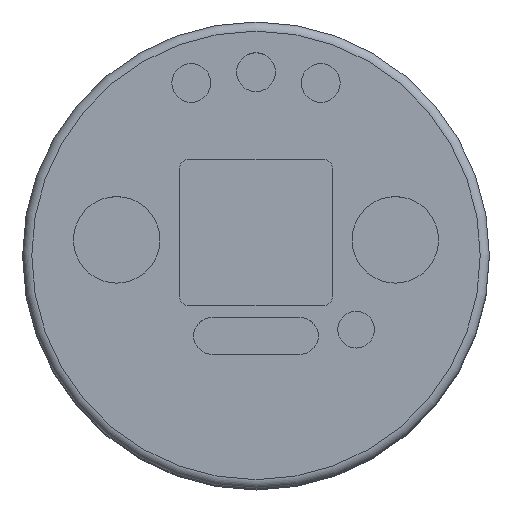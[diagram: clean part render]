
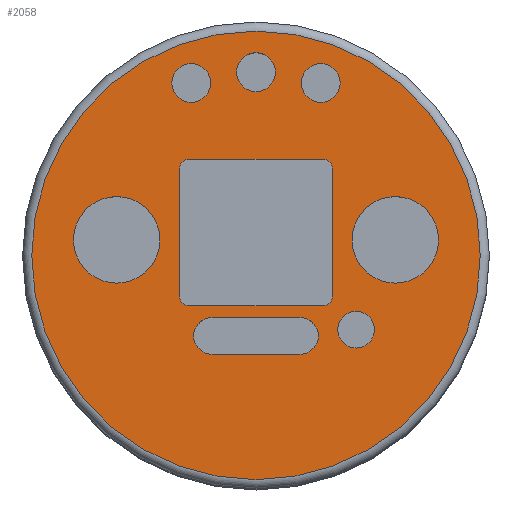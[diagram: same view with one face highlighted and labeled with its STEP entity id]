
A CAD part, top view. The second image highlights one B-rep face of the part: STEP entity #2058.
In plain terms, the highlighted planar face has unit normal (0, 0, 1).
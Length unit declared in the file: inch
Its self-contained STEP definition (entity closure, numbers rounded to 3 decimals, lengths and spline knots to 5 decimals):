
#92=FACE_BOUND('',#357,.T.);
#93=FACE_BOUND('',#358,.T.);
#94=FACE_BOUND('',#359,.T.);
#95=FACE_BOUND('',#360,.T.);
#96=FACE_BOUND('',#361,.T.);
#97=FACE_BOUND('',#362,.T.);
#98=FACE_BOUND('',#363,.T.);
#99=FACE_BOUND('',#364,.T.);
#208=FACE_OUTER_BOUND('',#356,.T.);
#356=EDGE_LOOP('',(#1794));
#357=EDGE_LOOP('',(#1795));
#358=EDGE_LOOP('',(#1796));
#359=EDGE_LOOP('',(#1797));
#360=EDGE_LOOP('',(#1798,#1799,#1800,#1801));
#361=EDGE_LOOP('',(#1802));
#362=EDGE_LOOP('',(#1803));
#363=EDGE_LOOP('',(#1804,#1805,#1806,#1807,#1808,#1809,#1810,#1811));
#364=EDGE_LOOP('',(#1812));
#441=CIRCLE('',#2242,0.1475);
#443=CIRCLE('',#2246,0.1475);
#446=CIRCLE('',#2251,0.03125);
#450=CIRCLE('',#2258,0.03125);
#451=CIRCLE('',#2260,0.03125);
#452=CIRCLE('',#2263,0.03125);
#465=CIRCLE('',#2283,0.76475);
#467=CIRCLE('',#2286,0.06603);
#468=CIRCLE('',#2287,0.0625);
#469=CIRCLE('',#2288,0.0625);
#470=CIRCLE('',#2289,0.0625);
#471=CIRCLE('',#2290,0.06603);
#472=CIRCLE('',#2291,0.06625);
#638=LINE('',#3433,#820);
#643=LINE('',#3447,#825);
#648=LINE('',#3494,#830);
#649=LINE('',#3497,#831);
#650=LINE('',#3502,#832);
#651=LINE('',#3503,#833);
#820=VECTOR('',#2808,0.3937);
#825=VECTOR('',#2823,0.3937);
#830=VECTOR('',#2880,0.3937);
#831=VECTOR('',#2883,0.3937);
#832=VECTOR('',#2888,0.3937);
#833=VECTOR('',#2889,0.3937);
#983=VERTEX_POINT('',#3395);
#985=VERTEX_POINT('',#3402);
#989=VERTEX_POINT('',#3412);
#990=VERTEX_POINT('',#3414);
#997=VERTEX_POINT('',#3432);
#998=VERTEX_POINT('',#3436);
#999=VERTEX_POINT('',#3440);
#1000=VERTEX_POINT('',#3442);
#1001=VERTEX_POINT('',#3446);
#1002=VERTEX_POINT('',#3450);
#1013=VERTEX_POINT('',#3484);
#1014=VERTEX_POINT('',#3488);
#1015=VERTEX_POINT('',#3490);
#1016=VERTEX_POINT('',#3491);
#1017=VERTEX_POINT('',#3493);
#1018=VERTEX_POINT('',#3495);
#1019=VERTEX_POINT('',#3498);
#1020=VERTEX_POINT('',#3500);
#1021=VERTEX_POINT('',#3504);
#1238=EDGE_CURVE('',#983,#983,#441,.T.);
#1241=EDGE_CURVE('',#985,#985,#443,.T.);
#1246=EDGE_CURVE('',#989,#990,#446,.T.);
#1255=EDGE_CURVE('',#997,#990,#638,.T.);
#1257=EDGE_CURVE('',#997,#998,#450,.T.);
#1260=EDGE_CURVE('',#999,#1000,#451,.T.);
#1262=EDGE_CURVE('',#1001,#1000,#643,.T.);
#1264=EDGE_CURVE('',#1001,#1002,#452,.T.);
#1280=EDGE_CURVE('',#1013,#1013,#465,.T.);
#1282=EDGE_CURVE('',#1014,#1014,#467,.T.);
#1283=EDGE_CURVE('',#1015,#1016,#468,.T.);
#1284=EDGE_CURVE('',#1016,#1017,#648,.T.);
#1285=EDGE_CURVE('',#1017,#1018,#469,.T.);
#1286=EDGE_CURVE('',#1018,#1015,#649,.T.);
#1287=EDGE_CURVE('',#1019,#1019,#470,.T.);
#1288=EDGE_CURVE('',#1020,#1020,#471,.T.);
#1289=EDGE_CURVE('',#999,#998,#650,.T.);
#1290=EDGE_CURVE('',#989,#1002,#651,.T.);
#1291=EDGE_CURVE('',#1021,#1021,#472,.T.);
#1794=ORIENTED_EDGE('',*,*,#1280,.F.);
#1795=ORIENTED_EDGE('',*,*,#1238,.T.);
#1796=ORIENTED_EDGE('',*,*,#1241,.T.);
#1797=ORIENTED_EDGE('',*,*,#1282,.T.);
#1798=ORIENTED_EDGE('',*,*,#1283,.T.);
#1799=ORIENTED_EDGE('',*,*,#1284,.T.);
#1800=ORIENTED_EDGE('',*,*,#1285,.T.);
#1801=ORIENTED_EDGE('',*,*,#1286,.T.);
#1802=ORIENTED_EDGE('',*,*,#1287,.T.);
#1803=ORIENTED_EDGE('',*,*,#1288,.T.);
#1804=ORIENTED_EDGE('',*,*,#1289,.T.);
#1805=ORIENTED_EDGE('',*,*,#1257,.F.);
#1806=ORIENTED_EDGE('',*,*,#1255,.T.);
#1807=ORIENTED_EDGE('',*,*,#1246,.F.);
#1808=ORIENTED_EDGE('',*,*,#1290,.T.);
#1809=ORIENTED_EDGE('',*,*,#1264,.F.);
#1810=ORIENTED_EDGE('',*,*,#1262,.T.);
#1811=ORIENTED_EDGE('',*,*,#1260,.F.);
#1812=ORIENTED_EDGE('',*,*,#1291,.T.);
#1939=PLANE('',#2285);
#2058=ADVANCED_FACE('',(#208,#92,#93,#94,#95,#96,#97,#98,#99),#1939,.T.);
#2242=AXIS2_PLACEMENT_3D('',#3396,#2770,#2771);
#2246=AXIS2_PLACEMENT_3D('',#3403,#2779,#2780);
#2251=AXIS2_PLACEMENT_3D('',#3415,#2791,#2792);
#2258=AXIS2_PLACEMENT_3D('',#3437,#2812,#2813);
#2260=AXIS2_PLACEMENT_3D('',#3443,#2818,#2819);
#2263=AXIS2_PLACEMENT_3D('',#3451,#2827,#2828);
#2283=AXIS2_PLACEMENT_3D('',#3485,#2870,#2871);
#2285=AXIS2_PLACEMENT_3D('',#3487,#2874,#2875);
#2286=AXIS2_PLACEMENT_3D('',#3489,#2876,#2877);
#2287=AXIS2_PLACEMENT_3D('',#3492,#2878,#2879);
#2288=AXIS2_PLACEMENT_3D('',#3496,#2881,#2882);
#2289=AXIS2_PLACEMENT_3D('',#3499,#2884,#2885);
#2290=AXIS2_PLACEMENT_3D('',#3501,#2886,#2887);
#2291=AXIS2_PLACEMENT_3D('',#3505,#2890,#2891);
#2770=DIRECTION('center_axis',(0.,0.,-1.));
#2771=DIRECTION('ref_axis',(-1.,0.,0.));
#2779=DIRECTION('center_axis',(0.,0.,-1.));
#2780=DIRECTION('ref_axis',(-1.,0.,0.));
#2791=DIRECTION('center_axis',(0.,0.,1.));
#2792=DIRECTION('ref_axis',(-0.707,-0.707,0.));
#2808=DIRECTION('',(-1.,0.,0.));
#2812=DIRECTION('center_axis',(0.,0.,1.));
#2813=DIRECTION('ref_axis',(0.707,-0.707,0.));
#2818=DIRECTION('center_axis',(0.,0.,1.));
#2819=DIRECTION('ref_axis',(0.707,0.707,0.));
#2823=DIRECTION('',(1.,0.,0.));
#2827=DIRECTION('center_axis',(0.,0.,1.));
#2828=DIRECTION('ref_axis',(-0.707,0.707,0.));
#2870=DIRECTION('center_axis',(0.,0.,-1.));
#2871=DIRECTION('ref_axis',(1.,0.,0.));
#2874=DIRECTION('center_axis',(0.,0.,1.));
#2875=DIRECTION('ref_axis',(1.,0.,0.));
#2876=DIRECTION('center_axis',(0.,0.,-1.));
#2877=DIRECTION('ref_axis',(1.,0.,0.));
#2878=DIRECTION('center_axis',(0.,0.,-1.));
#2879=DIRECTION('ref_axis',(0.,1.,0.));
#2880=DIRECTION('',(1.,0.,0.));
#2881=DIRECTION('center_axis',(0.,0.,-1.));
#2882=DIRECTION('ref_axis',(0.,-1.,0.));
#2883=DIRECTION('',(-1.,0.,0.));
#2884=DIRECTION('center_axis',(0.,0.,-1.));
#2885=DIRECTION('ref_axis',(1.,0.,0.));
#2886=DIRECTION('center_axis',(0.,0.,-1.));
#2887=DIRECTION('ref_axis',(1.,0.,0.));
#2888=DIRECTION('',(0.,-1.,0.));
#2889=DIRECTION('',(0.,1.,0.));
#2890=DIRECTION('center_axis',(0.,0.,-1.));
#2891=DIRECTION('ref_axis',(1.,0.,0.));
#3395=CARTESIAN_POINT('',(-0.3275,0.053,0.15));
#3396=CARTESIAN_POINT('Origin',(-0.475,0.053,0.15));
#3402=CARTESIAN_POINT('',(0.6225,0.053,0.15));
#3403=CARTESIAN_POINT('Origin',(0.475,0.053,0.15));
#3412=CARTESIAN_POINT('',(-0.26,-0.14075,0.15));
#3414=CARTESIAN_POINT('',(-0.22875,-0.172,0.15));
#3415=CARTESIAN_POINT('Origin',(-0.22875,-0.14075,0.15));
#3432=CARTESIAN_POINT('',(0.22875,-0.172,0.15));
#3433=CARTESIAN_POINT('',(-0.26,-0.172,0.15));
#3436=CARTESIAN_POINT('',(0.26,-0.14075,0.15));
#3437=CARTESIAN_POINT('Origin',(0.22875,-0.14075,0.15));
#3440=CARTESIAN_POINT('',(0.26,0.29675,0.15));
#3442=CARTESIAN_POINT('',(0.22875,0.328,0.15));
#3443=CARTESIAN_POINT('Origin',(0.22875,0.29675,0.15));
#3446=CARTESIAN_POINT('',(-0.22875,0.328,0.15));
#3447=CARTESIAN_POINT('',(0.26,0.328,0.15));
#3450=CARTESIAN_POINT('',(-0.26,0.29675,0.15));
#3451=CARTESIAN_POINT('Origin',(-0.22875,0.29675,0.15));
#3484=CARTESIAN_POINT('',(-0.76475,0.,0.15));
#3485=CARTESIAN_POINT('Origin',(0.,0.,0.15));
#3487=CARTESIAN_POINT('Origin',(0.,0.,0.15));
#3488=CARTESIAN_POINT('',(0.15479,0.58817,0.15));
#3489=CARTESIAN_POINT('Origin',(0.22082,0.58817,0.15));
#3490=CARTESIAN_POINT('',(-0.15,-0.337,0.15));
#3491=CARTESIAN_POINT('',(-0.15,-0.212,0.15));
#3492=CARTESIAN_POINT('Origin',(-0.15,-0.2745,0.15));
#3493=CARTESIAN_POINT('',(0.15,-0.212,0.15));
#3494=CARTESIAN_POINT('',(0.15,-0.212,0.15));
#3495=CARTESIAN_POINT('',(0.15,-0.337,0.15));
#3496=CARTESIAN_POINT('Origin',(0.15,-0.2745,0.15));
#3497=CARTESIAN_POINT('',(-0.15,-0.337,0.15));
#3498=CARTESIAN_POINT('',(0.27882,-0.25332,0.15));
#3499=CARTESIAN_POINT('Origin',(0.34132,-0.25332,0.15));
#3500=CARTESIAN_POINT('',(-0.28685,0.58817,0.15));
#3501=CARTESIAN_POINT('Origin',(-0.22082,0.58817,0.15));
#3502=CARTESIAN_POINT('',(0.26,-0.172,0.15));
#3503=CARTESIAN_POINT('',(-0.26,0.328,0.15));
#3504=CARTESIAN_POINT('',(-0.06625,0.62475,0.15));
#3505=CARTESIAN_POINT('Origin',(0.,0.62475,0.15));
